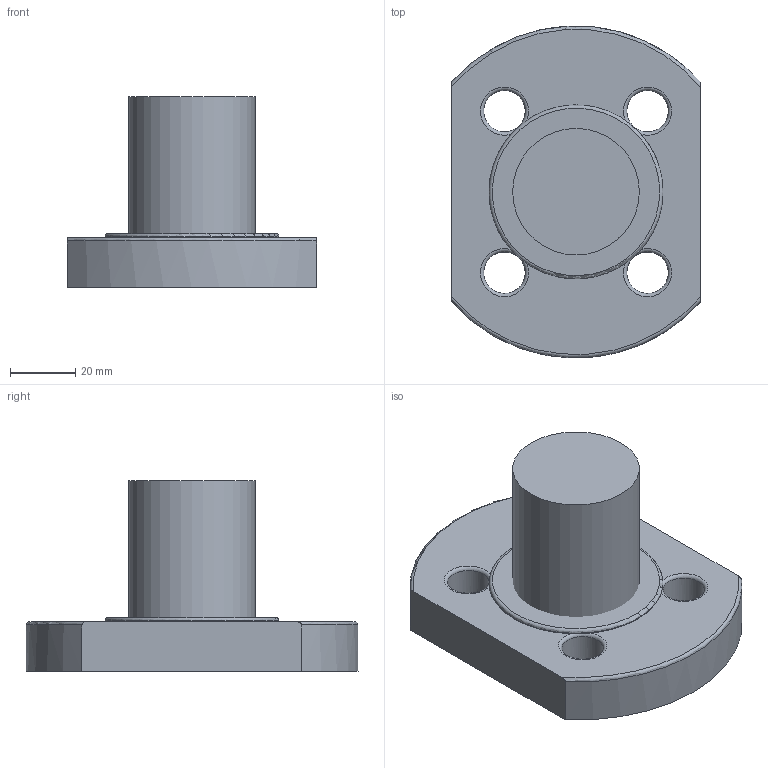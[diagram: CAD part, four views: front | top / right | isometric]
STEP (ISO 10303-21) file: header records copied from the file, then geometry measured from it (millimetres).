
FILE_DESCRIPTION( ( '' ), ' ' );
FILE_NAME( '5c78cbc5be6145196f11dc87.step', '2019-03-01T06:05:58', ( '' ), ( '' ), ' ', ' ', ' ' );
FILE_SCHEMA( ( 'AUTOMOTIVE_DESIGN { 1 0 10303 214 1 1 1 1 }' ) );
Length unit declared in the file: metre
Products named in the file (3): Part 3; Part 2; Part 1
Bounding box: 76.36 x 101.6 x 58.42 mm (x, y, z)
Volume: 151637.4 mm3; surface area: 32030.2 mm2
Topology: 3 solids, 3 shells, 23 faces, 51 edges, 34 vertices
Faces by surface type: cylinder 8, plane 8, torus 7
Full cylindrical faces by diameter (mm): 12.7 x4, 38.747 x1, 53.241 x1
Entity records: 1283 total; most frequent: CARTESIAN_POINT 622, ORIENTED_EDGE 80, DIRECTION 74, EDGE_LOOP 42, EDGE_CURVE 40, AXIS2_PLACEMENT_3D 35, FACE_OUTER_BOUND 34, VERTEX_POINT 34
